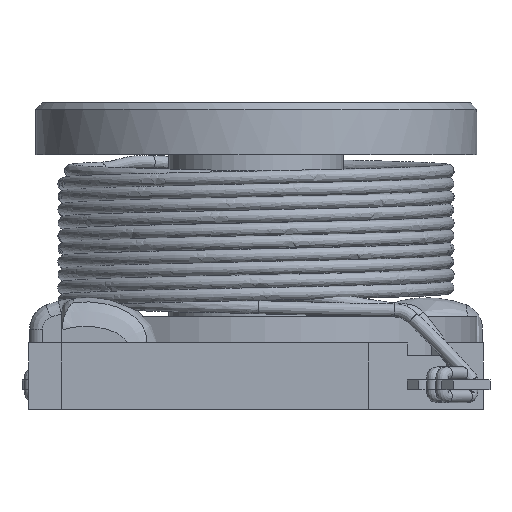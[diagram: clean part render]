
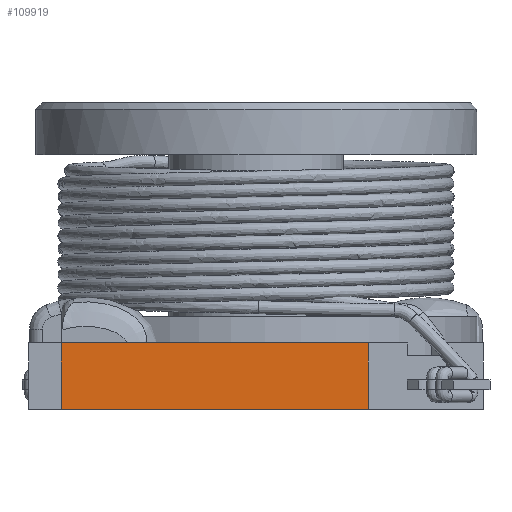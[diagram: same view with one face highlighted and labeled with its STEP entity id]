
A CAD part, front view. The second image highlights one B-rep face of the part: STEP entity #109919.
In plain terms, the highlighted free-form (B-spline) face has degree [1, 1] with [2, 2] control points.
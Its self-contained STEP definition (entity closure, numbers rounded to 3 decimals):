
#109884=CARTESIAN_POINT('',(-3.5,-3.5,0.));
#109885=CARTESIAN_POINT('',(-3.5,-3.5,-1.02));
#109886=CARTESIAN_POINT('',(3.5,-3.5,0.));
#109887=CARTESIAN_POINT('',(3.5,-3.5,-1.02));
#109888=B_SPLINE_SURFACE_WITH_KNOTS('',1,1,((#109884,#109885),(#109886,#109887)),.PLANE_SURF.,.F.,.F.,.U.,(2,2),(2,2),(0.,1.),(0.,1.),.UNSPECIFIED.);
#109889=CARTESIAN_POINT('',(1.733,-3.5,0.));
#109890=VERTEX_POINT('',#109889);
#109891=CARTESIAN_POINT('',(1.733,-3.5,-1.02));
#109892=VERTEX_POINT('',#109891);
#109893=CARTESIAN_POINT('',(1.733,-3.5,0.));
#109894=CARTESIAN_POINT('',(1.733,-3.5,-1.02));
#109895=B_SPLINE_CURVE_WITH_KNOTS('',1,(#109893,#109894),.POLYLINE_FORM.,.F.,.U.,(2,2),(0.,0.442),.UNSPECIFIED.);
#109896=EDGE_CURVE('',#109890,#109892,#109895,.T.);
#109897=ORIENTED_EDGE('',*,*,#109896,.T.);
#109898=CARTESIAN_POINT('',(-3.,-3.5,-1.02));
#109899=VERTEX_POINT('',#109898);
#109900=CARTESIAN_POINT('',(-3.,-3.5,-1.02));
#109901=CARTESIAN_POINT('',(1.733,-3.5,-1.02));
#109902=B_SPLINE_CURVE_WITH_KNOTS('',1,(#109900,#109901),.POLYLINE_FORM.,.F.,.U.,(2,2),(0.071,0.748),.UNSPECIFIED.);
#109903=EDGE_CURVE('',#109899,#109892,#109902,.T.);
#109904=ORIENTED_EDGE('',*,*,#109903,.F.);
#109905=CARTESIAN_POINT('',(-3.,-3.5,0.));
#109906=VERTEX_POINT('',#109905);
#109907=CARTESIAN_POINT('',(-3.,-3.5,-1.02));
#109908=CARTESIAN_POINT('',(-3.,-3.5,0.));
#109909=B_SPLINE_CURVE_WITH_KNOTS('',1,(#109907,#109908),.POLYLINE_FORM.,.F.,.U.,(2,2),(0.289,0.599),.UNSPECIFIED.);
#109910=EDGE_CURVE('',#109899,#109906,#109909,.T.);
#109911=ORIENTED_EDGE('',*,*,#109910,.T.);
#109912=CARTESIAN_POINT('',(-3.,-3.5,0.));
#109913=CARTESIAN_POINT('',(1.733,-3.5,0.));
#109914=B_SPLINE_CURVE_WITH_KNOTS('',1,(#109912,#109913),.POLYLINE_FORM.,.F.,.U.,(2,2),(0.071,0.748),.UNSPECIFIED.);
#109915=EDGE_CURVE('',#109906,#109890,#109914,.T.);
#109916=ORIENTED_EDGE('',*,*,#109915,.T.);
#109917=EDGE_LOOP('',(#109897,#109904,#109911,#109916));
#109918=FACE_OUTER_BOUND('',#109917,.F.);
#109919=ADVANCED_FACE('',(#109918),#109888,.F.);
